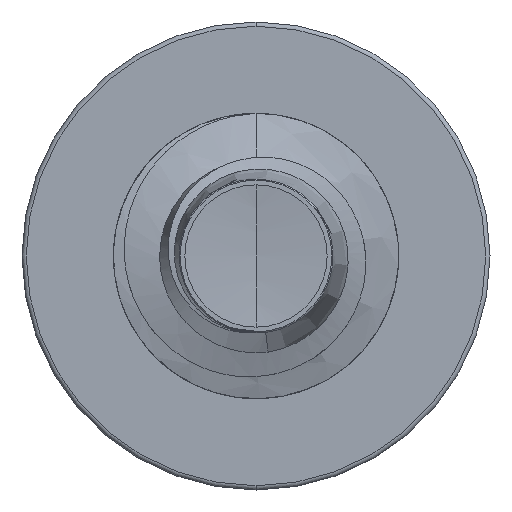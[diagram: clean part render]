
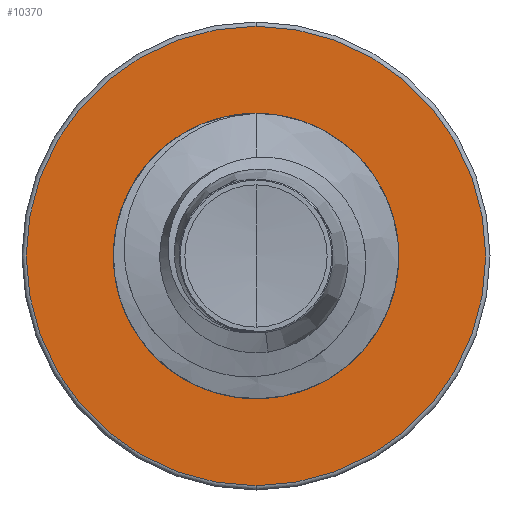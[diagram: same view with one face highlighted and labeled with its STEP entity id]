
A CAD part, front view. The second image highlights one B-rep face of the part: STEP entity #10370.
In plain terms, the highlighted planar face has unit normal (0, -1, 0).
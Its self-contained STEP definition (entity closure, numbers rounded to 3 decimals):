
#246 = VERTEX_POINT ( 'NONE', #13620 ) ;
#290 = DIRECTION ( 'NONE',  ( 0., 0., 1. ) ) ;
#1818 = VERTEX_POINT ( 'NONE', #10731 ) ;
#2250 = CARTESIAN_POINT ( 'NONE',  ( 0., 16., 0. ) ) ;
#2347 = ORIENTED_EDGE ( 'NONE', *, *, #10445, .T. ) ;
#2470 = FACE_BOUND ( 'NONE', #5962, .T. ) ;
#3023 = DIRECTION ( 'NONE',  ( 0., 1., 0. ) ) ;
#3577 = DIRECTION ( 'NONE',  ( 0., 0., 1. ) ) ;
#4140 = CIRCLE ( 'NONE', #14458, 2.415 ) ;
#4257 = EDGE_CURVE ( 'NONE', #16250, #1818, #8096, .T. ) ;
#4842 = EDGE_CURVE ( 'NONE', #246, #6407, #4140, .T. ) ;
#5163 = EDGE_CURVE ( 'NONE', #1818, #16250, #10421, .T. ) ;
#5856 = AXIS2_PLACEMENT_3D ( 'NONE', #10979, #8245, #15068 ) ;
#5962 = EDGE_LOOP ( 'NONE', ( #14785, #2347 ) ) ;
#6407 = VERTEX_POINT ( 'NONE', #15213 ) ;
#6778 = ORIENTED_EDGE ( 'NONE', *, *, #4257, .F. ) ;
#6806 = FACE_OUTER_BOUND ( 'NONE', #9534, .T. ) ;
#7695 = DIRECTION ( 'NONE',  ( 0., 1., 0. ) ) ;
#8096 = CIRCLE ( 'NONE', #11717, 4.025 ) ;
#8208 = DIRECTION ( 'NONE',  ( 0., 1., 0. ) ) ;
#8245 = DIRECTION ( 'NONE',  ( 0., 1., 0. ) ) ;
#9135 = CIRCLE ( 'NONE', #17018, 2.415 ) ;
#9534 = EDGE_LOOP ( 'NONE', ( #15984, #6778 ) ) ;
#10370 = ADVANCED_FACE ( 'NONE', ( #6806, #2470 ), #13710, .F. ) ;
#10421 = CIRCLE ( 'NONE', #17122, 4.025 ) ;
#10445 = EDGE_CURVE ( 'NONE', #6407, #246, #9135, .T. ) ;
#10731 = CARTESIAN_POINT ( 'NONE',  ( 0., 16., 4.025 ) ) ;
#10979 = CARTESIAN_POINT ( 'NONE',  ( 0., 16., -2.415 ) ) ;
#11041 = CARTESIAN_POINT ( 'NONE',  ( 0., 16., 0. ) ) ;
#11600 = DIRECTION ( 'NONE',  ( 0., 1., 0. ) ) ;
#11717 = AXIS2_PLACEMENT_3D ( 'NONE', #15804, #7695, #17137 ) ;
#12396 = DIRECTION ( 'NONE',  ( 0., 0., 1. ) ) ;
#12812 = CARTESIAN_POINT ( 'NONE',  ( 0., 16., -4.025 ) ) ;
#13620 = CARTESIAN_POINT ( 'NONE',  ( 0., 16., 2.415 ) ) ;
#13710 = PLANE ( 'NONE',  #5856 ) ;
#14458 = AXIS2_PLACEMENT_3D ( 'NONE', #16317, #8208, #290 ) ;
#14785 = ORIENTED_EDGE ( 'NONE', *, *, #4842, .T. ) ;
#15068 = DIRECTION ( 'NONE',  ( 0., 0., 1. ) ) ;
#15213 = CARTESIAN_POINT ( 'NONE',  ( 0., 16., -2.415 ) ) ;
#15804 = CARTESIAN_POINT ( 'NONE',  ( 0., 16., 0. ) ) ;
#15984 = ORIENTED_EDGE ( 'NONE', *, *, #5163, .F. ) ;
#16250 = VERTEX_POINT ( 'NONE', #12812 ) ;
#16317 = CARTESIAN_POINT ( 'NONE',  ( 0., 16., 0. ) ) ;
#17018 = AXIS2_PLACEMENT_3D ( 'NONE', #11041, #3023, #12396 ) ;
#17122 = AXIS2_PLACEMENT_3D ( 'NONE', #2250, #11600, #3577 ) ;
#17137 = DIRECTION ( 'NONE',  ( 0., 0., 1. ) ) ;
